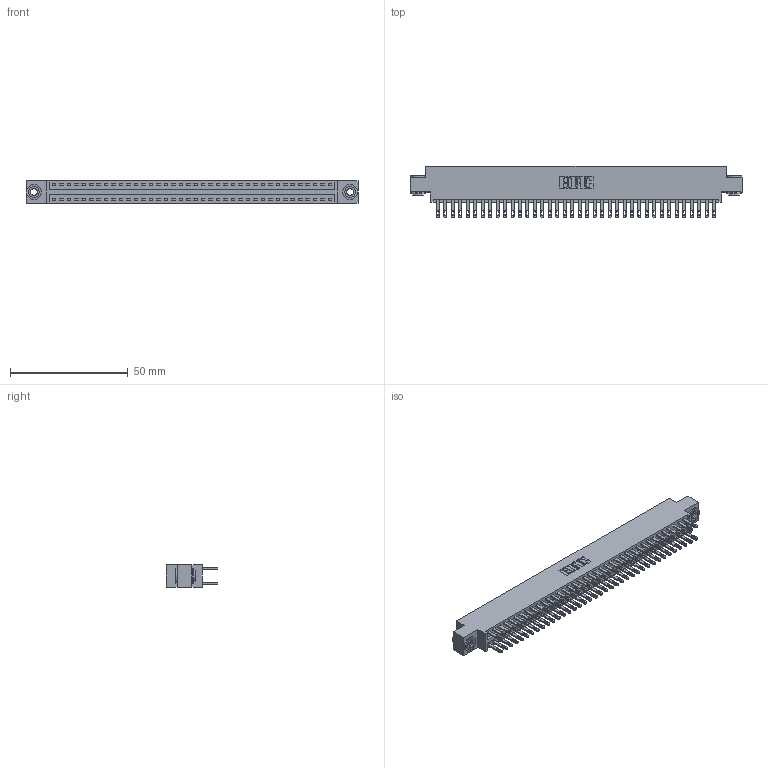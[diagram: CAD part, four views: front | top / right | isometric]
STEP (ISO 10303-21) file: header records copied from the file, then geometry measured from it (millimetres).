
FILE_DESCRIPTION (( 'STEP AP203' ), '1' );
FILE_NAME ('346-076-500-803.STEP', '2018-08-29T03:26:31', ( '' ), ( '' ), 'SwSTEP 2.0', 'SolidWorks 2016', '' );
FILE_SCHEMA (( 'CONFIG_CONTROL_DESIGN' ));
Length unit declared in the file: inch
Products named in the file (4): 345-292-001_345-293-100; 345-250-002_345-250-002-102; 346-076-500-803; 346 Part_0.170 Offset - 0.156 Dia-TH
Assembly tree (79 placements, depth 2):
  346-076-500-803
    346 Part_0.170 Offset - 0.156 Dia-TH
    345-292-001_345-293-100  x76
    345-250-002_345-250-002-102  x2
Bounding box: 141.22 x 21.84 x 9.4 mm (x, y, z)
Volume: 13837.1 mm3; surface area: 20146.3 mm2
Topology: 79 solids, 79 shells, 3812 faces, 11589 edges, 7722 vertices
Faces by surface type: plane 2294, cylinder 1510, cone 8
Entity records: 26050 total; most frequent: CARTESIAN_POINT 4275, ORIENTED_EDGE 4202, DIRECTION 3851, EDGE_CURVE 2101, VECTOR 1789, LINE 1789, VERTEX_POINT 1398, AXIS2_PLACEMENT_3D 1031
